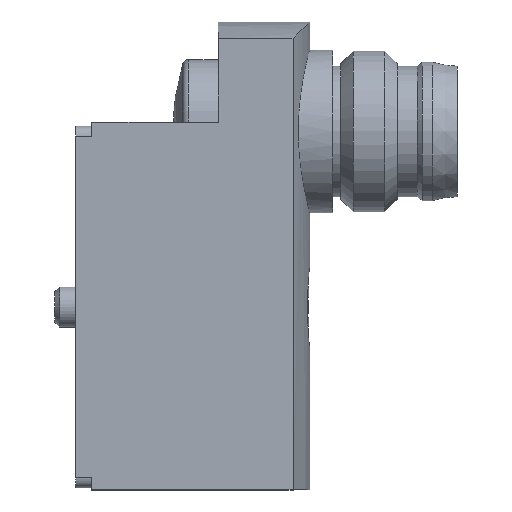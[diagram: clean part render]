
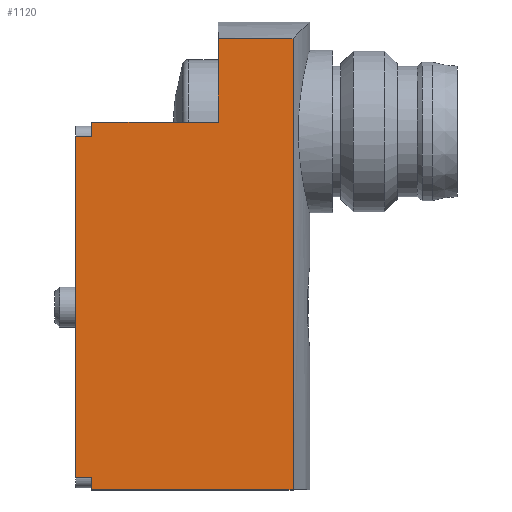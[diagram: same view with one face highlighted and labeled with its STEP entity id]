
A CAD part, top view. The second image highlights one B-rep face of the part: STEP entity #1120.
In plain terms, the highlighted planar face has unit normal (0, 0, 1).
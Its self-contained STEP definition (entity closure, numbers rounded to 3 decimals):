
#188=ORIENTED_EDGE('',*,*,#465,.F.);
#189=ORIENTED_EDGE('',*,*,#476,.T.);
#190=ORIENTED_EDGE('',*,*,#477,.T.);
#191=ORIENTED_EDGE('',*,*,#478,.T.);
#192=ORIENTED_EDGE('',*,*,#479,.F.);
#193=ORIENTED_EDGE('',*,*,#450,.T.);
#194=ORIENTED_EDGE('',*,*,#480,.T.);
#195=ORIENTED_EDGE('',*,*,#446,.F.);
#196=ORIENTED_EDGE('',*,*,#481,.T.);
#197=ORIENTED_EDGE('',*,*,#482,.F.);
#446=EDGE_CURVE('',#592,#593,#682,.T.);
#450=EDGE_CURVE('',#596,#597,#683,.T.);
#465=EDGE_CURVE('',#611,#602,#693,.T.);
#476=EDGE_CURVE('',#611,#618,#702,.T.);
#477=EDGE_CURVE('',#618,#619,#703,.T.);
#478=EDGE_CURVE('',#619,#620,#704,.T.);
#479=EDGE_CURVE('',#596,#620,#705,.T.);
#480=EDGE_CURVE('',#597,#593,#706,.T.);
#481=EDGE_CURVE('',#592,#621,#707,.T.);
#482=EDGE_CURVE('',#602,#621,#708,.T.);
#592=VERTEX_POINT('',#1777);
#593=VERTEX_POINT('',#1779);
#596=VERTEX_POINT('',#1788);
#597=VERTEX_POINT('',#1789);
#602=VERTEX_POINT('',#1801);
#611=VERTEX_POINT('',#1828);
#618=VERTEX_POINT('',#1848);
#619=VERTEX_POINT('',#1852);
#620=VERTEX_POINT('',#1854);
#621=VERTEX_POINT('',#1858);
#682=LINE('',#1778,#766);
#683=LINE('',#1787,#767);
#693=LINE('',#1829,#777);
#702=LINE('',#1849,#786);
#703=LINE('',#1851,#787);
#704=LINE('',#1853,#788);
#705=LINE('',#1855,#789);
#706=LINE('',#1856,#790);
#707=LINE('',#1857,#791);
#708=LINE('',#1859,#792);
#766=VECTOR('',#1398,1000.);
#767=VECTOR('',#1409,1000.);
#777=VECTOR('',#1425,1000.);
#786=VECTOR('',#1442,1000.);
#787=VECTOR('',#1445,1000.);
#788=VECTOR('',#1446,1000.);
#789=VECTOR('',#1447,1000.);
#790=VECTOR('',#1448,1000.);
#791=VECTOR('',#1449,1000.);
#792=VECTOR('',#1450,1000.);
#861=EDGE_LOOP('',(#188,#189,#190,#191,#192,#193,#194,#195,#196,#197));
#972=FACE_BOUND('',#861,.T.);
#1072=PLANE('',#1237);
#1120=ADVANCED_FACE('',(#972),#1072,.F.);
#1237=AXIS2_PLACEMENT_3D('',#1850,#1443,#1444);
#1398=DIRECTION('',(0.,-1.,0.));
#1409=DIRECTION('',(0.,-1.,0.));
#1425=DIRECTION('',(1.,0.,0.));
#1442=DIRECTION('',(0.,-1.,0.));
#1443=DIRECTION('',(0.,0.,-1.));
#1444=DIRECTION('',(-1.,0.,0.));
#1445=DIRECTION('',(-1.,0.,0.));
#1446=DIRECTION('',(0.,-1.,0.));
#1447=DIRECTION('',(-1.,0.,0.));
#1448=DIRECTION('',(1.,0.,0.));
#1449=DIRECTION('',(-1.,0.,0.));
#1450=DIRECTION('',(0.,1.,0.));
#1777=CARTESIAN_POINT('',(10.818,22.468,4.85));
#1778=CARTESIAN_POINT('',(10.818,24.,4.85));
#1779=CARTESIAN_POINT('',(10.818,0.,4.85));
#1787=CARTESIAN_POINT('',(0.8,24.,4.85));
#1788=CARTESIAN_POINT('',(0.8,0.6,4.85));
#1789=CARTESIAN_POINT('',(0.8,0.,4.85));
#1801=CARTESIAN_POINT('',(7.1,18.3,4.85));
#1828=CARTESIAN_POINT('',(0.8,18.3,4.85));
#1829=CARTESIAN_POINT('',(0.8,18.3,4.85));
#1848=CARTESIAN_POINT('',(0.8,17.6,4.85));
#1849=CARTESIAN_POINT('',(0.8,24.,4.85));
#1850=CARTESIAN_POINT('',(0.8,24.,4.85));
#1851=CARTESIAN_POINT('',(0.8,17.6,4.85));
#1852=CARTESIAN_POINT('',(0.,17.6,4.85));
#1853=CARTESIAN_POINT('',(0.,17.6,4.85));
#1854=CARTESIAN_POINT('',(0.,0.6,4.85));
#1855=CARTESIAN_POINT('',(0.8,0.6,4.85));
#1856=CARTESIAN_POINT('',(0.8,0.,4.85));
#1857=CARTESIAN_POINT('',(12.,22.468,4.85));
#1858=CARTESIAN_POINT('',(7.1,22.468,4.85));
#1859=CARTESIAN_POINT('',(7.1,24.,4.85));
